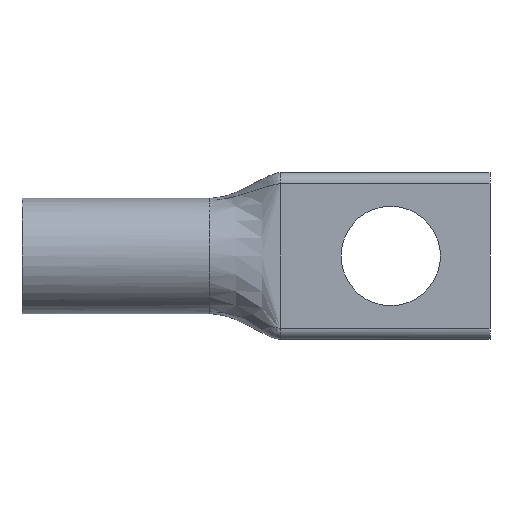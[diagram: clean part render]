
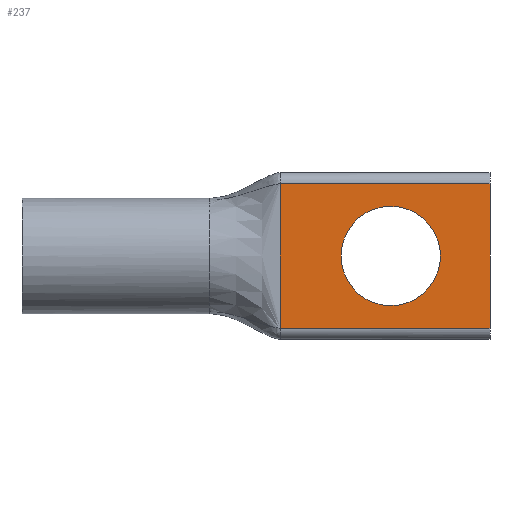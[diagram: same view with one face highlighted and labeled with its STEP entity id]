
A CAD part, front view. The second image highlights one B-rep face of the part: STEP entity #237.
In plain terms, the highlighted planar face has unit normal (0, -1, 0).
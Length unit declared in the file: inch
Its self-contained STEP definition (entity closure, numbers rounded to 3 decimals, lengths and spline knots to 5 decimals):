
#14 = DIRECTION ( 'NONE',  ( 0., 0., 1. ) ) ;
#42 = CARTESIAN_POINT ( 'NONE',  ( 2.5, 0., -0.385 ) ) ;
#96 = CARTESIAN_POINT ( 'NONE',  ( 3.39805, 0., 0.385 ) ) ;
#116 = DIRECTION ( 'NONE',  ( 0., 0., -1. ) ) ;
#123 = EDGE_LOOP ( 'NONE', ( #1371, #1706, #1599, #347 ) ) ;
#172 = AXIS2_PLACEMENT_3D ( 'NONE', #581, #711, #1280 ) ;
#185 = EDGE_CURVE ( 'NONE', #809, #1751, #1694, .T. ) ;
#237 = ADVANCED_FACE ( 'NONE', ( #678, #1354 ), #1364, .T. ) ;
#258 = CARTESIAN_POINT ( 'NONE',  ( 2.5, 0., 0.385 ) ) ;
#259 = AXIS2_PLACEMENT_3D ( 'NONE', #365, #386, #116 ) ;
#302 = VERTEX_POINT ( 'NONE', #258 ) ;
#347 = ORIENTED_EDGE ( 'NONE', *, *, #834, .F. ) ;
#352 = EDGE_LOOP ( 'NONE', ( #1166, #392 ) ) ;
#365 = CARTESIAN_POINT ( 'NONE',  ( 3.39805, 0., 0. ) ) ;
#381 = VERTEX_POINT ( 'NONE', #822 ) ;
#386 = DIRECTION ( 'NONE',  ( 0., -1., 0. ) ) ;
#392 = ORIENTED_EDGE ( 'NONE', *, *, #1347, .T. ) ;
#459 = VECTOR ( 'NONE', #925, 39.37008 ) ;
#581 = CARTESIAN_POINT ( 'NONE',  ( 1.97, 0., 0. ) ) ;
#595 = EDGE_CURVE ( 'NONE', #381, #302, #665, .T. ) ;
#602 = CARTESIAN_POINT ( 'NONE',  ( 2.5, 0., 0. ) ) ;
#659 = DIRECTION ( 'NONE',  ( 0., 0., -1. ) ) ;
#665 = LINE ( 'NONE', #96, #1288 ) ;
#678 = FACE_OUTER_BOUND ( 'NONE', #123, .T. ) ;
#711 = DIRECTION ( 'NONE',  ( 0., 1., 0. ) ) ;
#809 = VERTEX_POINT ( 'NONE', #1309 ) ;
#822 = CARTESIAN_POINT ( 'NONE',  ( 1.38, 0., 0.385 ) ) ;
#834 = EDGE_CURVE ( 'NONE', #302, #1493, #1302, .T. ) ;
#925 = DIRECTION ( 'NONE',  ( -1., 0., 0. ) ) ;
#1096 = CARTESIAN_POINT ( 'NONE',  ( 1.38, 0., -0.385 ) ) ;
#1098 = LINE ( 'NONE', #1134, #1106 ) ;
#1106 = VECTOR ( 'NONE', #14, 39.37008 ) ;
#1134 = CARTESIAN_POINT ( 'NONE',  ( 1.38, 0., 0. ) ) ;
#1163 = DIRECTION ( 'NONE',  ( 0., 0., -1. ) ) ;
#1166 = ORIENTED_EDGE ( 'NONE', *, *, #185, .T. ) ;
#1176 = CARTESIAN_POINT ( 'NONE',  ( 1.97, 0., 0. ) ) ;
#1194 = DIRECTION ( 'NONE',  ( 1., 0., 0. ) ) ;
#1205 = LINE ( 'NONE', #1621, #459 ) ;
#1222 = VERTEX_POINT ( 'NONE', #1096 ) ;
#1280 = DIRECTION ( 'NONE',  ( 0., 0., -1. ) ) ;
#1288 = VECTOR ( 'NONE', #1194, 39.37008 ) ;
#1302 = LINE ( 'NONE', #602, #1348 ) ;
#1309 = CARTESIAN_POINT ( 'NONE',  ( 1.97, 0., -0.2655 ) ) ;
#1347 = EDGE_CURVE ( 'NONE', #1751, #809, #1752, .T. ) ;
#1348 = VECTOR ( 'NONE', #1163, 39.37008 ) ;
#1354 = FACE_BOUND ( 'NONE', #352, .T. ) ;
#1364 = PLANE ( 'NONE',  #259 ) ;
#1371 = ORIENTED_EDGE ( 'NONE', *, *, #595, .F. ) ;
#1421 = CARTESIAN_POINT ( 'NONE',  ( 1.97, 0., 0.2655 ) ) ;
#1493 = VERTEX_POINT ( 'NONE', #42 ) ;
#1551 = AXIS2_PLACEMENT_3D ( 'NONE', #1176, #1733, #659 ) ;
#1588 = EDGE_CURVE ( 'NONE', #1493, #1222, #1205, .T. ) ;
#1599 = ORIENTED_EDGE ( 'NONE', *, *, #1588, .F. ) ;
#1621 = CARTESIAN_POINT ( 'NONE',  ( 3.39805, 0., -0.385 ) ) ;
#1694 = CIRCLE ( 'NONE', #1551, 0.2655 ) ;
#1706 = ORIENTED_EDGE ( 'NONE', *, *, #1713, .F. ) ;
#1713 = EDGE_CURVE ( 'NONE', #1222, #381, #1098, .T. ) ;
#1733 = DIRECTION ( 'NONE',  ( 0., 1., 0. ) ) ;
#1751 = VERTEX_POINT ( 'NONE', #1421 ) ;
#1752 = CIRCLE ( 'NONE', #172, 0.2655 ) ;
